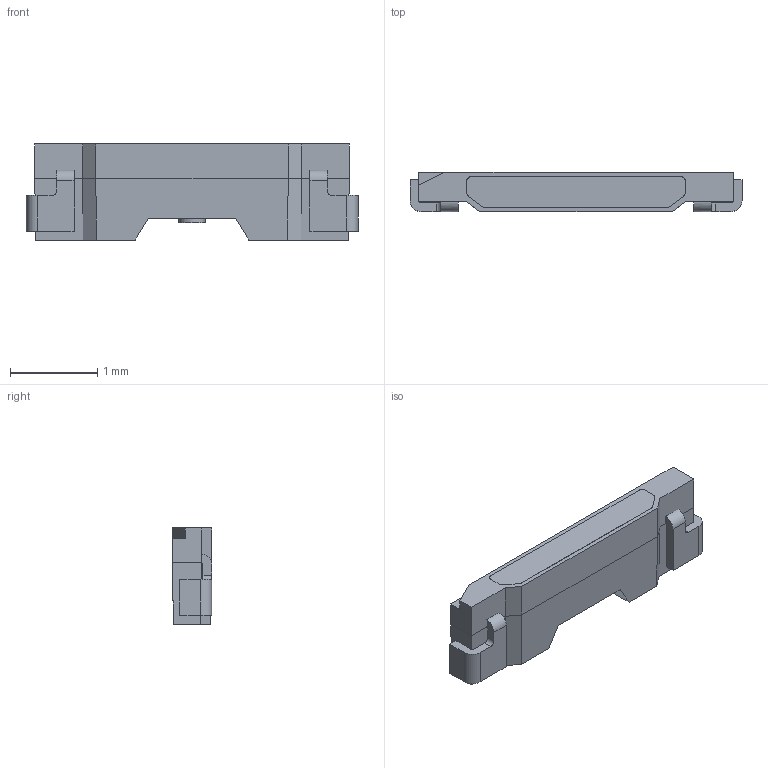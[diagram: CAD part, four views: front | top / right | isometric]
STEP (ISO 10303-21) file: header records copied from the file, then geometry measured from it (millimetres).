
FILE_DESCRIPTION (( 'STEP AP203' ), '1' );
FILE_NAME ('99-218(0.45+chip).STEP', '2011-01-25T05:43:16', ( '' ), ( '' ), 'SwSTEP 2.0', 'SolidWorks 2009', '' );
FILE_SCHEMA (( 'CONFIG_CONTROL_DESIGN' ));
Length unit declared in the file: millimetre
Products named in the file (6): 99-218 (0-1; 99-218 cathode 0.4max-1; 99-218(0.45+chip); 膠塊-1; chip 9-26; 99-218 anode 0.4max-1
Assembly tree (5 placements, depth 2):
  99-218(0.45+chip)
    99-218 cathode 0.4max-1
    chip 9-26
    99-218 (0-1
    膠塊-1
    99-218 anode 0.4max-1
Bounding box: 3.8 x 0.45 x 1.1 mm (x, y, z)
Volume: 1.6 mm3; surface area: 20.4 mm2
Topology: 5 solids, 5 shells, 105 faces, 287 edges, 194 vertices
Faces by surface type: plane 75, cylinder 18, bspline 12
Entity records: 4519 total; most frequent: CARTESIAN_POINT 1264, ORIENTED_EDGE 574, DIRECTION 501, EDGE_CURVE 287, LINE 227, VECTOR 227, VERTEX_POINT 194, AXIS2_PLACEMENT_3D 137
